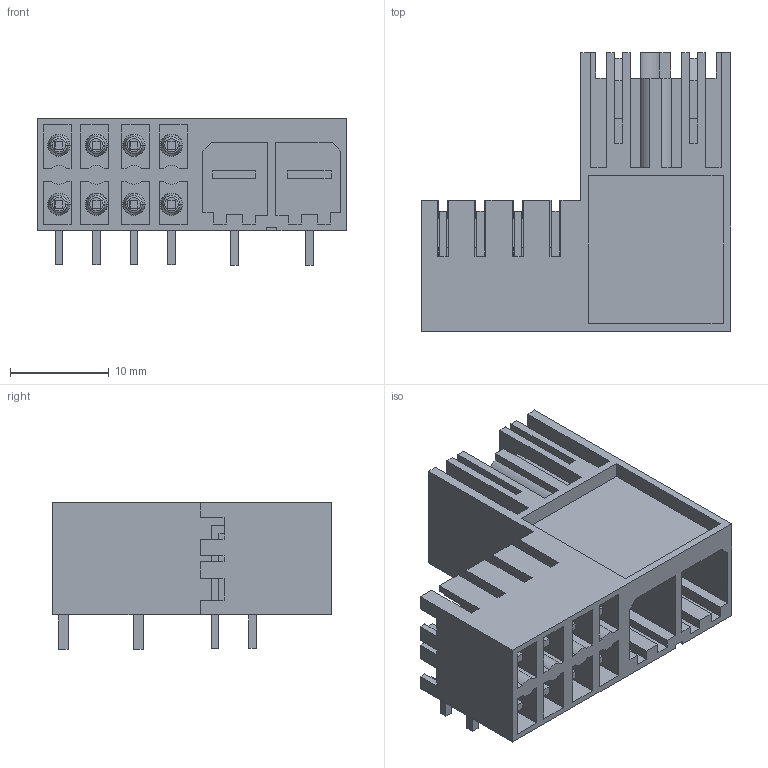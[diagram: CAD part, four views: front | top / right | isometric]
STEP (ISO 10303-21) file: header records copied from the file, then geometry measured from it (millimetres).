
FILE_DESCRIPTION(('CATIA V5R22 STEP214','CAx-IF Rec.Pracs.--- Model Styling and Organization---1.4--- 2014-01-23'),'2;1');
FILE_NAME ('007934-3_0_1156920000_1156920000.stp','2023-06-20T08:25:02+00:00',('none'),('Weidmueller'),'CATIA Version 5-6 Release 2016 SP3 HF44','CATIA V5 STEP AP214','none');
FILE_SCHEMA(('AUTOMOTIVE_DESIGN { 1 0 10303 214 1 1 1 1 }'));
Length unit declared in the file: millimetre
Products named in the file (1): 1156920000
Bounding box: 31.45 x 28.3 x 14.9 mm (x, y, z)
Volume: 3797.8 mm3; surface area: 7168.4 mm2
Topology: 11 solids, 11 shells, 587 faces, 1727 edges, 1171 vertices
Faces by surface type: plane 528, torus 32, cone 16, cylinder 11
Entity records: 18066 total; most frequent: ORIENTED_EDGE 3454, CARTESIAN_POINT 3396, DIRECTION 2353, EDGE_CURVE 1727, VECTOR 1603, LINE 1603, VERTEX_POINT 1171, EDGE_LOOP 616
